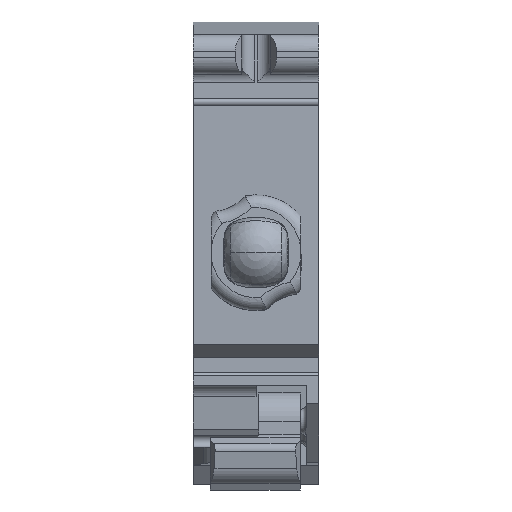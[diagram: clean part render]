
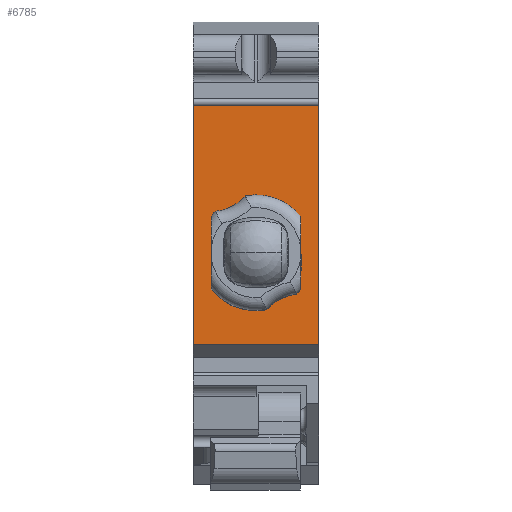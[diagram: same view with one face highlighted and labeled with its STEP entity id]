
A CAD part, top view. The second image highlights one B-rep face of the part: STEP entity #6785.
In plain terms, the highlighted planar face has unit normal (0, 0, 1).
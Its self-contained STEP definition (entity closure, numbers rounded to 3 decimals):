
#51=DIRECTION('',(0.,1.,0.));
#52=VECTOR('',#51,18.619);
#53=CARTESIAN_POINT('',(-4.9,-7.119,-0.25));
#54=LINE('',#53,#52);
#1612=CARTESIAN_POINT('',(3.502,-6.699,-0.25));
#1613=DIRECTION('',(0.,0.,1.));
#1614=DIRECTION('',(-0.102,0.995,0.));
#1615=AXIS2_PLACEMENT_3D('',#1612,#1613,#1614);
#1617=CARTESIAN_POINT('',(0.,0.,-0.25));
#1618=DIRECTION('',(0.,0.,1.));
#1619=DIRECTION('',(0.699,-0.715,0.));
#1620=AXIS2_PLACEMENT_3D('',#1617,#1618,#1619);
#1622=DIRECTION('',(0.,-1.,0.));
#1623=VECTOR('',#1622,5.657);
#1624=CARTESIAN_POINT('',(3.5,2.828,-0.25));
#1625=LINE('',#1624,#1623);
#1626=CARTESIAN_POINT('',(-3.502,6.699,-0.25));
#1627=DIRECTION('',(0.,0.,1.));
#1628=DIRECTION('',(0.102,-0.995,0.));
#1629=AXIS2_PLACEMENT_3D('',#1626,#1627,#1628);
#1631=CARTESIAN_POINT('',(0.,0.,-0.25));
#1632=DIRECTION('',(0.,0.,1.));
#1633=DIRECTION('',(-0.699,0.715,0.));
#1634=AXIS2_PLACEMENT_3D('',#1631,#1632,#1633);
#1636=DIRECTION('',(0.,1.,0.));
#1637=VECTOR('',#1636,5.657);
#1638=CARTESIAN_POINT('',(-3.5,-2.828,-0.25));
#1639=LINE('',#1638,#1637);
#1640=DIRECTION('',(-1.,0.,0.));
#1641=VECTOR('',#1640,9.8);
#1642=CARTESIAN_POINT('',(4.9,11.5,-0.25));
#1643=LINE('',#1642,#1641);
#1830=DIRECTION('',(0.,1.,0.));
#1831=VECTOR('',#1830,18.619);
#1832=CARTESIAN_POINT('',(4.9,-7.119,-0.25));
#1833=LINE('',#1832,#1831);
#2308=DIRECTION('',(1.,0.,0.));
#2309=VECTOR('',#2308,9.8);
#2310=CARTESIAN_POINT('',(-4.9,-7.119,-0.25));
#2311=LINE('',#2310,#2309);
#2434=CARTESIAN_POINT('',(0.,0.,-0.25));
#2435=DIRECTION('',(0.,0.,-1.));
#2436=DIRECTION('',(0.188,-0.982,0.));
#2437=AXIS2_PLACEMENT_3D('',#2434,#2435,#2436);
#2602=CARTESIAN_POINT('',(0.,0.,-0.25));
#2603=DIRECTION('',(0.,0.,-1.));
#2604=DIRECTION('',(-0.188,0.982,0.));
#2605=AXIS2_PLACEMENT_3D('',#2602,#2603,#2604);
#4093=CARTESIAN_POINT('',(-4.9,11.5,-0.25));
#4094=VERTEX_POINT('',#4093);
#4123=CARTESIAN_POINT('',(-3.147,3.217,-0.25));
#4124=CARTESIAN_POINT('',(-0.846,4.42,-0.25));
#4125=VERTEX_POINT('',#4123);
#4126=VERTEX_POINT('',#4124);
#4136=CARTESIAN_POINT('',(-3.5,2.828,-0.25));
#4138=VERTEX_POINT('',#4136);
#4141=CARTESIAN_POINT('',(-3.5,-2.828,-0.25));
#4142=VERTEX_POINT('',#4141);
#4147=CARTESIAN_POINT('',(-4.9,-7.119,-0.25));
#4148=VERTEX_POINT('',#4147);
#4495=CARTESIAN_POINT('',(4.9,11.5,-0.25));
#4496=VERTEX_POINT('',#4495);
#4567=CARTESIAN_POINT('',(3.147,-3.217,-0.25));
#4568=CARTESIAN_POINT('',(0.846,-4.42,-0.25));
#4569=VERTEX_POINT('',#4567);
#4570=VERTEX_POINT('',#4568);
#4571=CARTESIAN_POINT('',(3.5,-2.828,-0.25));
#4572=VERTEX_POINT('',#4571);
#4573=CARTESIAN_POINT('',(3.5,2.828,-0.25));
#4574=VERTEX_POINT('',#4573);
#4592=CARTESIAN_POINT('',(4.9,-7.119,-0.25));
#4593=VERTEX_POINT('',#4592);
#6753=CARTESIAN_POINT('',(4.2,0.,-0.25));
#6754=DIRECTION('',(0.,0.,1.));
#6755=DIRECTION('',(1.,0.,0.));
#6756=AXIS2_PLACEMENT_3D('',#6753,#6754,#6755);
#6757=PLANE('',#6756);
#6759=ORIENTED_EDGE('',*,*,#6758,.F.);
#6761=ORIENTED_EDGE('',*,*,#6760,.F.);
#6763=ORIENTED_EDGE('',*,*,#6762,.F.);
#6764=ORIENTED_EDGE('',*,*,#4760,.T.);
#6765=EDGE_LOOP('',(#6759,#6761,#6763,#6764));
#6766=FACE_OUTER_BOUND('',#6765,.F.);
#6768=ORIENTED_EDGE('',*,*,#6767,.F.);
#6770=ORIENTED_EDGE('',*,*,#6769,.F.);
#6772=ORIENTED_EDGE('',*,*,#6771,.T.);
#6774=ORIENTED_EDGE('',*,*,#6773,.F.);
#6776=ORIENTED_EDGE('',*,*,#6775,.F.);
#6778=ORIENTED_EDGE('',*,*,#6777,.F.);
#6780=ORIENTED_EDGE('',*,*,#6779,.T.);
#6782=ORIENTED_EDGE('',*,*,#6781,.F.);
#6783=EDGE_LOOP('',(#6768,#6770,#6772,#6774,#6776,#6778,#6780,#6782));
#6784=FACE_BOUND('',#6783,.F.);
#6785=ADVANCED_FACE('',(#6766,#6784),#6757,.T.);
#1616=CIRCLE('',#1615,3.5);
#1621=CIRCLE('',#1620,4.5);
#1630=CIRCLE('',#1629,3.5);
#1635=CIRCLE('',#1634,4.5);
#2438=CIRCLE('',#2437,4.5);
#2606=CIRCLE('',#2605,4.5);
#4760=EDGE_CURVE('',#4148,#4094,#54,.T.);
#6758=EDGE_CURVE('',#4496,#4094,#1643,.T.);
#6760=EDGE_CURVE('',#4593,#4496,#1833,.T.);
#6762=EDGE_CURVE('',#4148,#4593,#2311,.T.);
#6767=EDGE_CURVE('',#4570,#4142,#2438,.T.);
#6769=EDGE_CURVE('',#4569,#4570,#1616,.T.);
#6771=EDGE_CURVE('',#4569,#4572,#1621,.T.);
#6773=EDGE_CURVE('',#4574,#4572,#1625,.T.);
#6775=EDGE_CURVE('',#4126,#4574,#2606,.T.);
#6777=EDGE_CURVE('',#4125,#4126,#1630,.T.);
#6779=EDGE_CURVE('',#4125,#4138,#1635,.T.);
#6781=EDGE_CURVE('',#4142,#4138,#1639,.T.);
